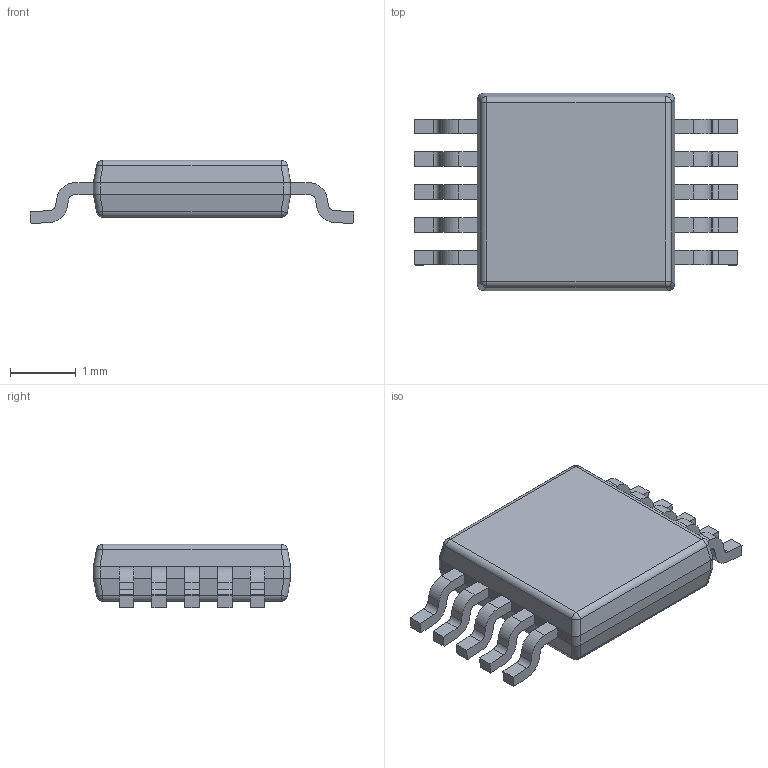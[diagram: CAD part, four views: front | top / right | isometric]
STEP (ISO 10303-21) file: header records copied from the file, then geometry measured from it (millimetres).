
FILE_DESCRIPTION((''),'2;1');
FILE_NAME('DGQ0010D_ASM','2019-01-15T07:59:49',('a0412086'),(''),'CREO PARAMETRIC BY PTC INC, 2018020','CREO PARAMETRIC BY PTC INC, 2018020','');
FILE_SCHEMA(('AUTOMOTIVE_DESIGN { 1 0 10303 214 1 1 1 1 }'));
Length unit declared in the file: millimetre
Products named in the file (4): BODY-SO; LEAD-SO; THERMALPAD-SO; DGQ0010D_ASM
Assembly tree (12 placements, depth 2):
  DGQ0010D_ASM
    BODY-SO
    LEAD-SO  x10
    THERMALPAD-SO
Bounding box: 4.93 x 3 x 0.96 mm (x, y, z)
Volume: 8 mm3; surface area: 45 mm2
Topology: 12 solids, 12 shells, 249 faces, 632 edges, 408 vertices
Faces by surface type: plane 157, cylinder 84, sphere 8
Entity records: 5455 total; most frequent: CARTESIAN_POINT 1110, DIRECTION 686, ORIENTED_EDGE 616, PRESENTATION_STYLE_ASSIGNMENT 311, STYLED_ITEM 311, CURVE_STYLE 308, EDGE_CURVE 308, AXIS2_PLACEMENT_3D 239
